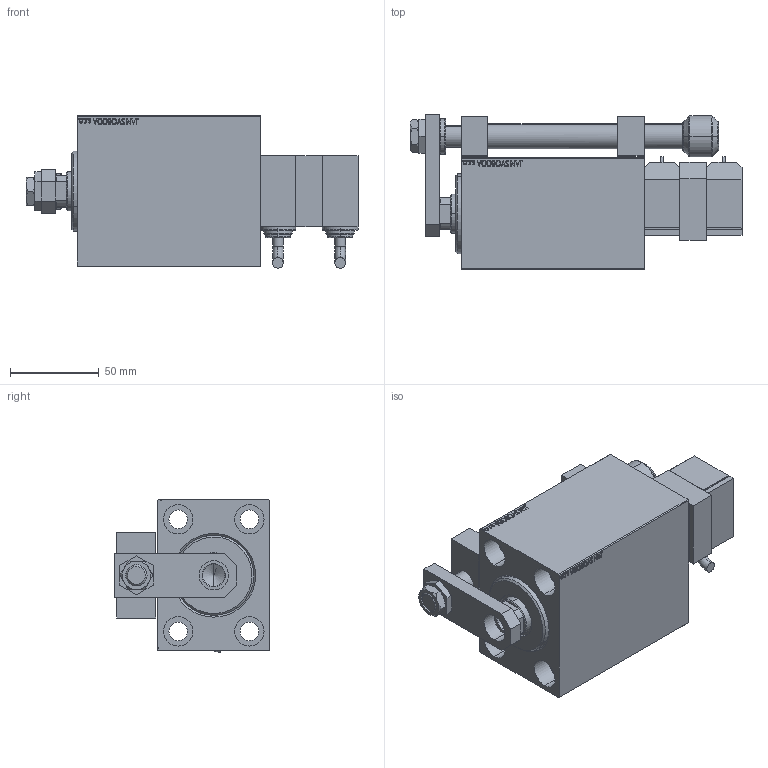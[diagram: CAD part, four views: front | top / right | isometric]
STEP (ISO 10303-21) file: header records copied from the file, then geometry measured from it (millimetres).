
FILE_DESCRIPTION (( 'STEP AP203' ), '1' );
FILE_NAME ('bf12.STEP', '2022-04-17T13:04:37', ( '' ), ( '' ), 'SwSTEP 2.0', 'SolidWorks 2019', '' );
FILE_SCHEMA (( 'CONFIG_CONTROL_DESIGN' ));
Length unit declared in the file: millimetre
Products named in the file (13): SWITCH DIM W_B 5b4534e9ebc206128432937c53663f93; TYC_P 5b4534e9ebc206128432937c53663f93; ZARAZKA_P 5b4534e9ebc206128432937c53663f93; SWITCH P 5b4534e9ebc206128432937c53663f93; NUT_D16 5b4534e9ebc206128432937c53663f93; KROUZEK_PRO_TYC 5b4534e9ebc206128432937c53663f93; MIDDLE 5b4534e9ebc206128432937c53663f93; V450CM_C_VCP 5b4534e9ebc206128432937c53663f93; bf12; V450CM_VC_B 5b4534e9ebc206128432937c53663f93; SWITCH_P_FRONT_BACK 5b4534e9ebc206128432937c53663f93; V450CM_C_Body 5b4534e9ebc206128432937c53663f93; NUT_D19_P 5b4534e9ebc206128432937c53663f93
Assembly tree (14 placements, depth 2):
  bf12
    V450CM_C_Body 5b4534e9ebc206128432937c53663f93
    V450CM_C_VCP 5b4534e9ebc206128432937c53663f93
    V450CM_VC_B 5b4534e9ebc206128432937c53663f93
    SWITCH DIM W_B 5b4534e9ebc206128432937c53663f93
    SWITCH P 5b4534e9ebc206128432937c53663f93  x2
    SWITCH_P_FRONT_BACK 5b4534e9ebc206128432937c53663f93  x2
    TYC_P 5b4534e9ebc206128432937c53663f93
    ZARAZKA_P 5b4534e9ebc206128432937c53663f93
    KROUZEK_PRO_TYC 5b4534e9ebc206128432937c53663f93
    MIDDLE 5b4534e9ebc206128432937c53663f93
    NUT_D16 5b4534e9ebc206128432937c53663f93
    NUT_D19_P 5b4534e9ebc206128432937c53663f93
Bounding box: 186.7 x 87.5 x 85.76 mm (x, y, z)
Volume: 627796 mm3; surface area: 126889.8 mm2
Topology: 14 solids, 14 shells, 1088 faces, 2715 edges, 1784 vertices
Faces by surface type: plane 521, bspline 380, cylinder 118, cone 37, torus 32
Entity records: 49637 total; most frequent: CARTESIAN_POINT 26040, ORIENTED_EDGE 5130, DIRECTION 3376, EDGE_CURVE 2565, VERTEX_POINT 1688, VECTOR 1480, LINE 1480, EDGE_LOOP 1177
